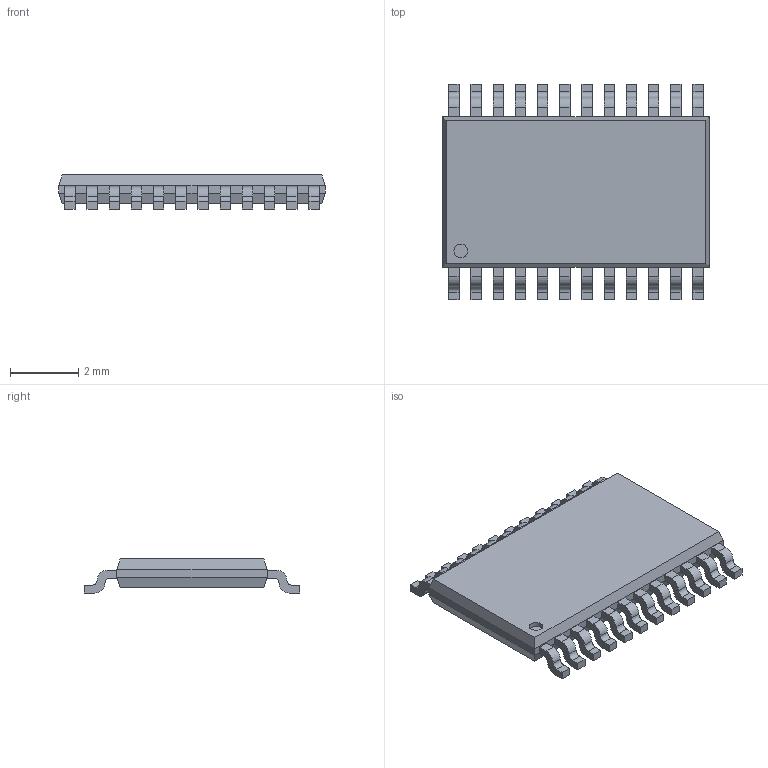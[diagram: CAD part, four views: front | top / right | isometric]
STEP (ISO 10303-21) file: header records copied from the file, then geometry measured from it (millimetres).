
FILE_DESCRIPTION(/* description */ (''),/* implementation_level */ '2;1');
FILE_NAME(/* name */ '5f4aa08b2d7234127cb34957',/* time_stamp */ '2020-08-29T18:38:04+00:00',/* author */ (''),/* organization */ (''),/* preprocessor_version */ 'ST-DEVELOPER v16.7',/* originating_system */ $,/* authorisation */ $);
FILE_SCHEMA (('AUTOMOTIVE_DESIGN {1 0 10303 214 3 1 1}'));
Length unit declared in the file: metre
Products named in the file (25): Pin13; Pin14; Pin15; Pin16; Pin17; Pin18; Pin20; Pin19; Pin21; Pin22; Pin23; Pin24; Pin12; Pin11; Pin10; Pin9; Pin8; Pin7; Pin6; Pin5; Pin4; Pin3; Pin2; Pin1; Body
Bounding box: 7.8 x 6.3 x 1 mm (x, y, z)
Volume: 30.5 mm3; surface area: 119.7 mm2
Topology: 25 solids, 25 shells, 304 faces, 751 edges, 498 vertices
Faces by surface type: plane 207, cylinder 97
Full cylindrical faces by diameter (mm): 0.4 x1
Entity records: 9626 total; most frequent: DIRECTION 1602, CARTESIAN_POINT 1577, ORIENTED_EDGE 1500, EDGE_CURVE 750, LINE 556, VECTOR 556, AXIS2_PLACEMENT_3D 523, VERTEX_POINT 498
